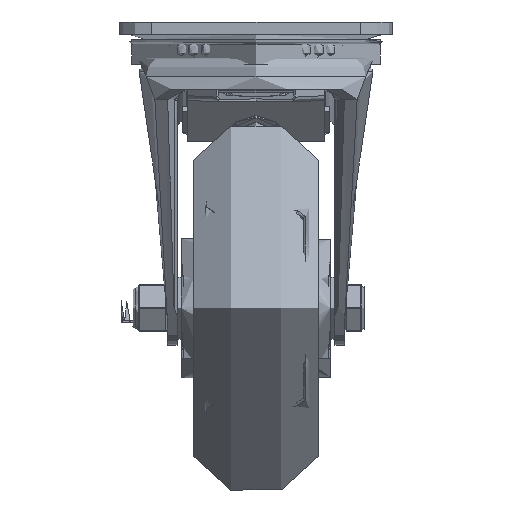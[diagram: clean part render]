
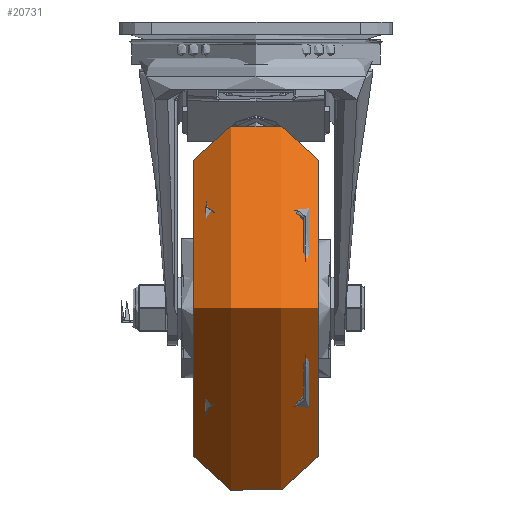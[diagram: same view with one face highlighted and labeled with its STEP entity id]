
A CAD part, left-side view. The second image highlights one B-rep face of the part: STEP entity #20731.
In plain terms, the highlighted toroidal (fillet/blend) face has major radius 47.089 mm and minor radius 27.911 mm.
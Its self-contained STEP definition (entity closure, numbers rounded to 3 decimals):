
#2900=TOROIDAL_SURFACE('',#22887,47.089,27.911);
#3360=FACE_OUTER_BOUND('',#4646,.T.);
#4646=EDGE_LOOP('',(#16140,#16141,#16142,#16143));
#8352=CIRCLE('',#22888,59.5);
#8353=CIRCLE('',#22889,27.911);
#8354=CIRCLE('',#22890,59.5);
#9691=VERTEX_POINT('',#34259);
#9692=VERTEX_POINT('',#34261);
#12014=EDGE_CURVE('',#9691,#9691,#8352,.T.);
#12015=EDGE_CURVE('',#9691,#9692,#8353,.T.);
#12016=EDGE_CURVE('',#9692,#9692,#8354,.T.);
#16140=ORIENTED_EDGE('',*,*,#12014,.F.);
#16141=ORIENTED_EDGE('',*,*,#12015,.T.);
#16142=ORIENTED_EDGE('',*,*,#12016,.T.);
#16143=ORIENTED_EDGE('',*,*,#12015,.F.);
#20731=ADVANCED_FACE('',(#3360),#2900,.T.);
#22887=AXIS2_PLACEMENT_3D('',#34258,#26755,#26756);
#22888=AXIS2_PLACEMENT_3D('',#34260,#26757,#26758);
#22889=AXIS2_PLACEMENT_3D('',#34262,#26759,#26760);
#22890=AXIS2_PLACEMENT_3D('',#34263,#26761,#26762);
#26755=DIRECTION('center_axis',(0.,-1.,0.));
#26756=DIRECTION('ref_axis',(0.,0.,-1.));
#26757=DIRECTION('center_axis',(0.,-1.,0.));
#26758=DIRECTION('ref_axis',(0.,0.,
1.));
#26759=DIRECTION('center_axis',(-1.,0.,0.));
#26760=DIRECTION('ref_axis',(0.,0.,
1.));
#26761=DIRECTION('center_axis',(0.,-1.,0.));
#26762=DIRECTION('ref_axis',(0.,0.,
1.));
#34258=CARTESIAN_POINT('Origin',(0.,0.,
0.));
#34259=CARTESIAN_POINT('',(0.,-25.,59.5));
#34260=CARTESIAN_POINT('Origin',(0.,-25.,0.));
#34261=CARTESIAN_POINT('',(0.,25.,59.5));
#34262=CARTESIAN_POINT('Origin',(0.,0.,
47.089));
#34263=CARTESIAN_POINT('Origin',(0.,25.,
0.));
